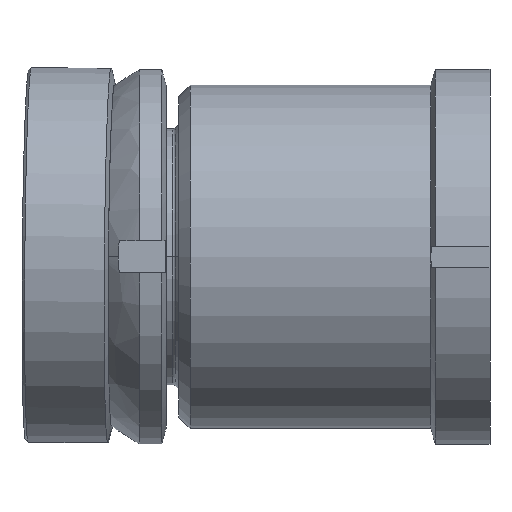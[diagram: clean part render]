
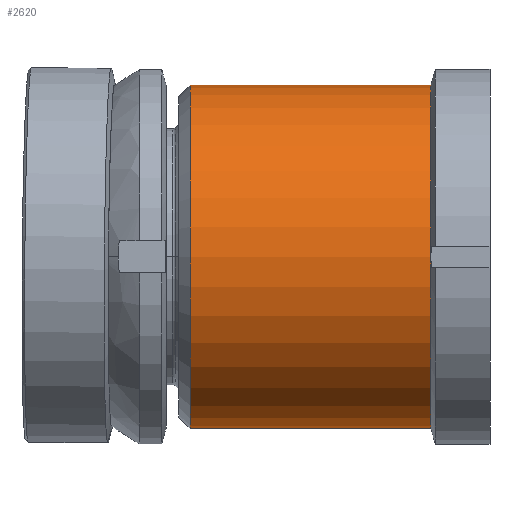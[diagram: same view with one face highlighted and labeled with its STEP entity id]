
A CAD part, left-side view. The second image highlights one B-rep face of the part: STEP entity #2620.
In plain terms, the highlighted cylindrical face has radius 32 mm (diameter 64 mm), a partial arc.
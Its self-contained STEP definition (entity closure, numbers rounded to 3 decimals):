
#24 = CARTESIAN_POINT ( 'NONE',  ( 0., 10.447, 32. ) ) ;
#33 = DIRECTION ( 'NONE',  ( 0., 1., 0. ) ) ;
#96 = DIRECTION ( 'NONE',  ( 0., 1., 0. ) ) ;
#109 = CARTESIAN_POINT ( 'NONE',  ( -32., -47., 0. ) ) ;
#167 = DIRECTION ( 'NONE',  ( 0., 0., -1. ) ) ;
#270 = DIRECTION ( 'NONE',  ( 0., 0., 1. ) ) ;
#328 = AXIS2_PLACEMENT_3D ( 'NONE', #513, #33, #270 ) ;
#341 = EDGE_LOOP ( 'NONE', ( #1722, #2447, #2137, #924, #3137 ) ) ;
#513 = CARTESIAN_POINT ( 'NONE',  ( 0., -47., 0. ) ) ;
#699 = VERTEX_POINT ( 'NONE', #700 ) ;
#700 = CARTESIAN_POINT ( 'NONE',  ( 0., -2.1, -32. ) ) ;
#708 = VECTOR ( 'NONE', #2015, 1000. ) ;
#737 = EDGE_CURVE ( 'NONE', #1742, #2571, #1415, .T. ) ;
#753 = DIRECTION ( 'NONE',  ( 0., 1., 0. ) ) ;
#924 = ORIENTED_EDGE ( 'NONE', *, *, #1360, .T. ) ;
#1032 = VERTEX_POINT ( 'NONE', #1347 ) ;
#1242 = DIRECTION ( 'NONE',  ( 0., 0., 1. ) ) ;
#1294 = EDGE_CURVE ( 'NONE', #2571, #1032, #1530, .T. ) ;
#1330 = CARTESIAN_POINT ( 'NONE',  ( 0., 10.447, -32. ) ) ;
#1347 = CARTESIAN_POINT ( 'NONE',  ( 0., -47., 32. ) ) ;
#1360 = EDGE_CURVE ( 'NONE', #1032, #1790, #1609, .T. ) ;
#1370 = AXIS2_PLACEMENT_3D ( 'NONE', #2422, #1678, #167 ) ;
#1371 = VECTOR ( 'NONE', #2588, 1000. ) ;
#1415 = CIRCLE ( 'NONE', #2285, 32. ) ;
#1512 = EDGE_CURVE ( 'NONE', #1790, #699, #2058, .T. ) ;
#1530 = CIRCLE ( 'NONE', #328, 32. ) ;
#1600 = CARTESIAN_POINT ( 'NONE',  ( 0., 10.447, 0. ) ) ;
#1609 = LINE ( 'NONE', #24, #708 ) ;
#1678 = DIRECTION ( 'NONE',  ( 0., -1., 0. ) ) ;
#1722 = ORIENTED_EDGE ( 'NONE', *, *, #2007, .F. ) ;
#1742 = VERTEX_POINT ( 'NONE', #2835 ) ;
#1765 = LINE ( 'NONE', #1330, #1371 ) ;
#1790 = VERTEX_POINT ( 'NONE', #2846 ) ;
#2000 = CARTESIAN_POINT ( 'NONE',  ( 0., -47., 0. ) ) ;
#2007 = EDGE_CURVE ( 'NONE', #1742, #699, #1765, .T. ) ;
#2015 = DIRECTION ( 'NONE',  ( 0., 1., 0. ) ) ;
#2058 = CIRCLE ( 'NONE', #1370, 32. ) ;
#2101 = DIRECTION ( 'NONE',  ( 0., 0., 1. ) ) ;
#2137 = ORIENTED_EDGE ( 'NONE', *, *, #1294, .T. ) ;
#2285 = AXIS2_PLACEMENT_3D ( 'NONE', #2000, #753, #1242 ) ;
#2416 = CYLINDRICAL_SURFACE ( 'NONE', #3038, 32. ) ;
#2422 = CARTESIAN_POINT ( 'NONE',  ( 0., -2.1, 0. ) ) ;
#2447 = ORIENTED_EDGE ( 'NONE', *, *, #737, .T. ) ;
#2571 = VERTEX_POINT ( 'NONE', #109 ) ;
#2588 = DIRECTION ( 'NONE',  ( 0., 1., 0. ) ) ;
#2620 = ADVANCED_FACE ( 'NONE', ( #3227 ), #2416, .T. ) ;
#2835 = CARTESIAN_POINT ( 'NONE',  ( 0., -47., -32. ) ) ;
#2846 = CARTESIAN_POINT ( 'NONE',  ( 0., -2.1, 32. ) ) ;
#3038 = AXIS2_PLACEMENT_3D ( 'NONE', #1600, #96, #2101 ) ;
#3137 = ORIENTED_EDGE ( 'NONE', *, *, #1512, .T. ) ;
#3227 = FACE_OUTER_BOUND ( 'NONE', #341, .T. ) ;
